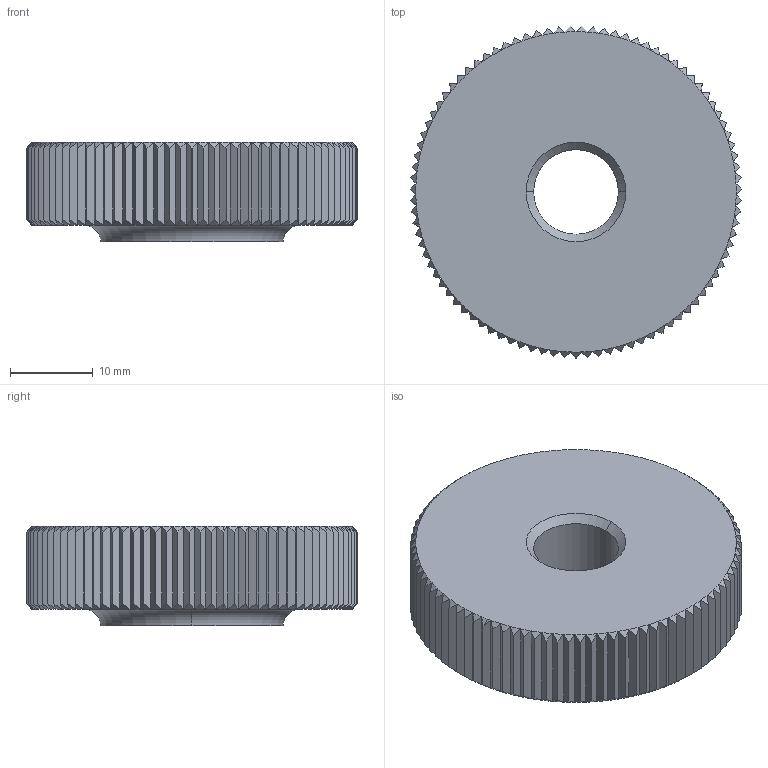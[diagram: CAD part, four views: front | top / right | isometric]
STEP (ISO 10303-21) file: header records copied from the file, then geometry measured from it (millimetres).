
FILE_DESCRIPTION(('STEP AP214'),'1');
FILE_NAME(' ',' ',('TraceParts'),('TraceParts S.A.'),'XStep 1.0',' ',' ');
FILE_SCHEMA(('automotive_design'));
Length unit declared in the file: millimetre
Products named in the file (1): 1
Bounding box: 39.99 x 39.99 x 12 mm (x, y, z)
Volume: 11919.7 mm3; surface area: 4381.6 mm2
Topology: 1 solids, 1 shells, 470 faces, 1033 edges, 566 vertices
Faces by surface type: cone 190, plane 185, cylinder 93, torus 2
Entity records: 23930 total; most frequent: CARTESIAN_POINT 2806, STYLED_ITEM 2070, PRESENTATION_STYLE_ASSIGNMENT 2070, COLOUR_RGB 2070, ORIENTED_EDGE 2066, DIRECTION 1989, EDGE_CURVE 1033, CURVE_STYLE 1033
